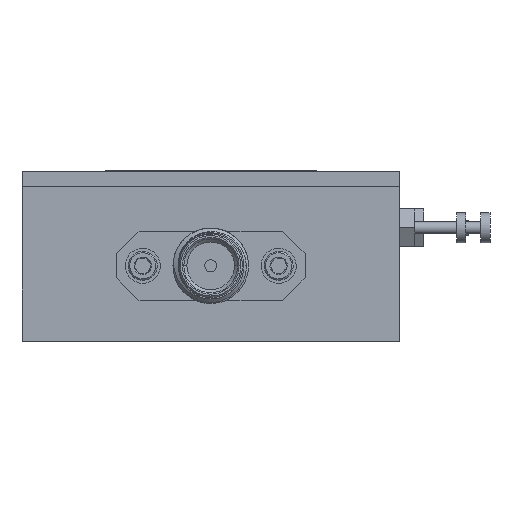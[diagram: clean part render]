
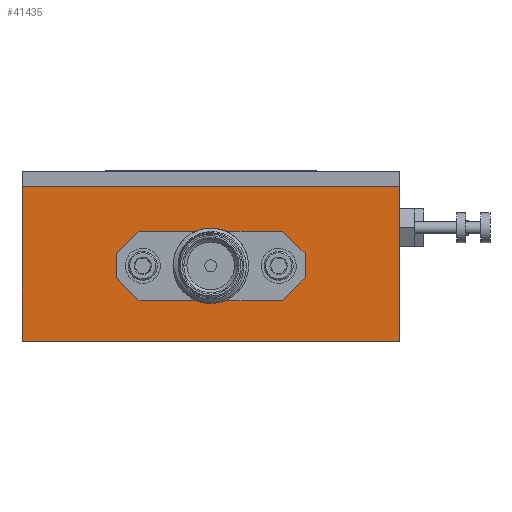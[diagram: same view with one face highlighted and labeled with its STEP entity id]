
A CAD part, left-side view. The second image highlights one B-rep face of the part: STEP entity #41435.
In plain terms, the highlighted planar face has unit normal (-1, 0, 0).
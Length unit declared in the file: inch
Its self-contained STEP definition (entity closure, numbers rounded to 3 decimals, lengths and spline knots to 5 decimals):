
#125 = LINE ( 'NONE', #17932, #22314 ) ;
#944 = VECTOR ( 'NONE', #37873, 39.37008 ) ;
#2328 = CARTESIAN_POINT ( 'NONE',  ( -0.625, -0.625, 0.2815 ) ) ;
#2720 = CARTESIAN_POINT ( 'NONE',  ( -0.625, 0.625, -0.2815 ) ) ;
#3611 = DIRECTION ( 'NONE',  ( 0., 0., -1. ) ) ;
#5691 = DIRECTION ( 'NONE',  ( 0., 0., -1. ) ) ;
#5703 = AXIS2_PLACEMENT_3D ( 'NONE', #2328, #19015, #5691 ) ;
#5735 = VECTOR ( 'NONE', #31299, 39.37008 ) ;
#6142 = CARTESIAN_POINT ( 'NONE',  ( -0.625, 0.3125, 0.0085 ) ) ;
#6323 = CARTESIAN_POINT ( 'NONE',  ( -0.625, -0.3125, 0.0835 ) ) ;
#6985 = LINE ( 'NONE', #34079, #944 ) ;
#7471 = LINE ( 'NONE', #21224, #28017 ) ;
#7645 = ORIENTED_EDGE ( 'NONE', *, *, #40119, .F. ) ;
#8234 = LINE ( 'NONE', #32354, #44608 ) ;
#8445 = EDGE_CURVE ( 'NONE', #37247, #14864, #6985, .T. ) ;
#8963 = ORIENTED_EDGE ( 'NONE', *, *, #41829, .T. ) ;
#9449 = VERTEX_POINT ( 'NONE', #6142 ) ;
#9495 = ORIENTED_EDGE ( 'NONE', *, *, #9803, .F. ) ;
#9745 = ORIENTED_EDGE ( 'NONE', *, *, #15867, .T. ) ;
#9803 = EDGE_CURVE ( 'NONE', #9449, #41044, #29996, .T. ) ;
#10603 = CARTESIAN_POINT ( 'NONE',  ( -0.625, -0.625, 0.2815 ) ) ;
#10717 = VERTEX_POINT ( 'NONE', #33053 ) ;
#11129 = FACE_OUTER_BOUND ( 'NONE', #12377, .T. ) ;
#12331 = VECTOR ( 'NONE', #43627, 39.37008 ) ;
#12377 = EDGE_LOOP ( 'NONE', ( #37675, #14550, #39501, #7645 ) ) ;
#12709 = EDGE_CURVE ( 'NONE', #15120, #13421, #37208, .T. ) ;
#13421 = VERTEX_POINT ( 'NONE', #18103 ) ;
#13489 = ORIENTED_EDGE ( 'NONE', *, *, #14696, .T. ) ;
#13664 = EDGE_CURVE ( 'NONE', #10717, #14291, #33848, .T. ) ;
#14291 = VERTEX_POINT ( 'NONE', #27118 ) ;
#14550 = ORIENTED_EDGE ( 'NONE', *, *, #33733, .T. ) ;
#14696 = EDGE_CURVE ( 'NONE', #10717, #14864, #27911, .T. ) ;
#14864 = VERTEX_POINT ( 'NONE', #38481 ) ;
#15120 = VERTEX_POINT ( 'NONE', #17484 ) ;
#15669 = VECTOR ( 'NONE', #3611, 39.37008 ) ;
#15764 = VECTOR ( 'NONE', #25569, 39.37008 ) ;
#15867 = EDGE_CURVE ( 'NONE', #37247, #41044, #125, .T. ) ;
#17484 = CARTESIAN_POINT ( 'NONE',  ( -0.625, -0.2375, 0.0835 ) ) ;
#17932 = CARTESIAN_POINT ( 'NONE',  ( -0.625, 0.17625, -0.20775 ) ) ;
#18103 = CARTESIAN_POINT ( 'NONE',  ( -0.625, 0.2375, 0.0835 ) ) ;
#18124 = ORIENTED_EDGE ( 'NONE', *, *, #12709, .F. ) ;
#19015 = DIRECTION ( 'NONE',  ( 1., 0., 0. ) ) ;
#19634 = CARTESIAN_POINT ( 'NONE',  ( -0.625, 0.625, 0.2815 ) ) ;
#20616 = CARTESIAN_POINT ( 'NONE',  ( -0.625, -0.17625, 0.14475 ) ) ;
#20839 = EDGE_LOOP ( 'NONE', ( #26300, #9745, #9495, #8963, #18124, #35449, #32032, #13489 ) ) ;
#21224 = CARTESIAN_POINT ( 'NONE',  ( -0.625, 0.17625, 0.14475 ) ) ;
#21485 = CARTESIAN_POINT ( 'NONE',  ( -0.625, 0.2375, -0.1465 ) ) ;
#21489 = PLANE ( 'NONE',  #5703 ) ;
#22314 = VECTOR ( 'NONE', #34860, 39.37008 ) ;
#22809 = DIRECTION ( 'NONE',  ( 0., 0., 1. ) ) ;
#23008 = LINE ( 'NONE', #19634, #28134 ) ;
#23072 = EDGE_CURVE ( 'NONE', #29168, #39571, #36164, .T. ) ;
#24606 = EDGE_CURVE ( 'NONE', #34820, #25300, #8234, .T. ) ;
#25300 = VERTEX_POINT ( 'NONE', #28772 ) ;
#25569 = DIRECTION ( 'NONE',  ( 0., -1., 0. ) ) ;
#26010 = CARTESIAN_POINT ( 'NONE',  ( -0.625, -0.625, -0.2815 ) ) ;
#26300 = ORIENTED_EDGE ( 'NONE', *, *, #8445, .F. ) ;
#26828 = VECTOR ( 'NONE', #43713, 39.37008 ) ;
#27111 = CARTESIAN_POINT ( 'NONE',  ( -0.625, -0.625, -0.2815 ) ) ;
#27118 = CARTESIAN_POINT ( 'NONE',  ( -0.625, -0.3125, 0.0085 ) ) ;
#27758 = LINE ( 'NONE', #10603, #15669 ) ;
#27911 = LINE ( 'NONE', #34436, #5735 ) ;
#28017 = VECTOR ( 'NONE', #35433, 39.37008 ) ;
#28134 = VECTOR ( 'NONE', #43301, 39.37008 ) ;
#28343 = CARTESIAN_POINT ( 'NONE',  ( -0.625, 0.3125, -0.0715 ) ) ;
#28772 = CARTESIAN_POINT ( 'NONE',  ( -0.625, -0.625, 0.2315 ) ) ;
#29168 = VERTEX_POINT ( 'NONE', #2720 ) ;
#29820 = CARTESIAN_POINT ( 'NONE',  ( -0.625, -0.3125, 0.0835 ) ) ;
#29996 = LINE ( 'NONE', #36517, #26828 ) ;
#30368 = EDGE_CURVE ( 'NONE', #15120, #14291, #37752, .T. ) ;
#31299 = DIRECTION ( 'NONE',  ( 0., 0.707, -0.707 ) ) ;
#32032 = ORIENTED_EDGE ( 'NONE', *, *, #13664, .F. ) ;
#32354 = CARTESIAN_POINT ( 'NONE',  ( -0.625, -0.625, 0.2315 ) ) ;
#33053 = CARTESIAN_POINT ( 'NONE',  ( -0.625, -0.3125, -0.0715 ) ) ;
#33733 = EDGE_CURVE ( 'NONE', #34820, #29168, #23008, .T. ) ;
#33848 = LINE ( 'NONE', #29820, #42780 ) ;
#34079 = CARTESIAN_POINT ( 'NONE',  ( -0.625, -0.3125, -0.1465 ) ) ;
#34436 = CARTESIAN_POINT ( 'NONE',  ( -0.625, -0.17625, -0.20775 ) ) ;
#34820 = VERTEX_POINT ( 'NONE', #36006 ) ;
#34860 = DIRECTION ( 'NONE',  ( 0., 0.707, 0.707 ) ) ;
#35433 = DIRECTION ( 'NONE',  ( 0., -0.707, 0.707 ) ) ;
#35449 = ORIENTED_EDGE ( 'NONE', *, *, #30368, .T. ) ;
#35519 = DIRECTION ( 'NONE',  ( 0., -1., 0. ) ) ;
#35700 = FACE_BOUND ( 'NONE', #20839, .T. ) ;
#36006 = CARTESIAN_POINT ( 'NONE',  ( -0.625, 0.625, 0.2315 ) ) ;
#36164 = LINE ( 'NONE', #26010, #15764 ) ;
#36517 = CARTESIAN_POINT ( 'NONE',  ( -0.625, 0.3125, 0.0835 ) ) ;
#37208 = LINE ( 'NONE', #6323, #44158 ) ;
#37247 = VERTEX_POINT ( 'NONE', #21485 ) ;
#37675 = ORIENTED_EDGE ( 'NONE', *, *, #24606, .F. ) ;
#37752 = LINE ( 'NONE', #20616, #12331 ) ;
#37873 = DIRECTION ( 'NONE',  ( 0., -1., 0. ) ) ;
#38481 = CARTESIAN_POINT ( 'NONE',  ( -0.625, -0.2375, -0.1465 ) ) ;
#39501 = ORIENTED_EDGE ( 'NONE', *, *, #23072, .T. ) ;
#39571 = VERTEX_POINT ( 'NONE', #27111 ) ;
#39921 = DIRECTION ( 'NONE',  ( 0., 1., 0. ) ) ;
#40119 = EDGE_CURVE ( 'NONE', #25300, #39571, #27758, .T. ) ;
#41044 = VERTEX_POINT ( 'NONE', #28343 ) ;
#41435 = ADVANCED_FACE ( 'NONE', ( #35700, #11129 ), #21489, .F. ) ;
#41829 = EDGE_CURVE ( 'NONE', #9449, #13421, #7471, .T. ) ;
#42780 = VECTOR ( 'NONE', #22809, 39.37008 ) ;
#43301 = DIRECTION ( 'NONE',  ( 0., 0., -1. ) ) ;
#43627 = DIRECTION ( 'NONE',  ( 0., -0.707, -0.707 ) ) ;
#43713 = DIRECTION ( 'NONE',  ( 0., 0., -1. ) ) ;
#44158 = VECTOR ( 'NONE', #39921, 39.37008 ) ;
#44608 = VECTOR ( 'NONE', #35519, 39.37008 ) ;
